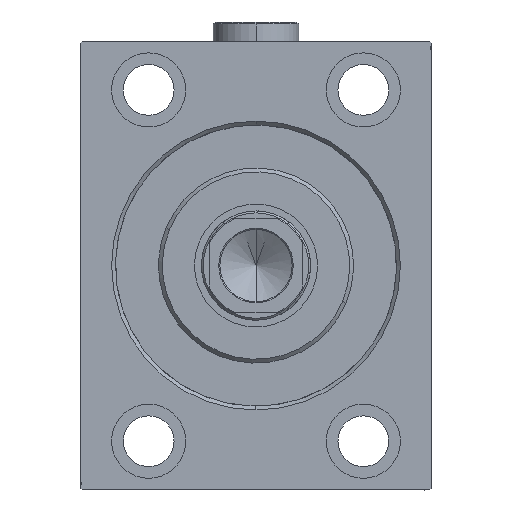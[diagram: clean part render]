
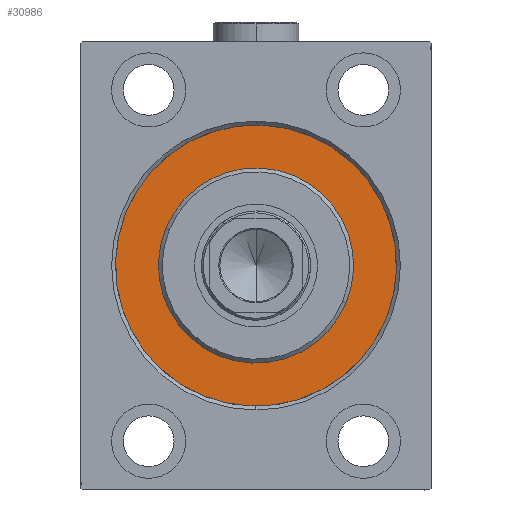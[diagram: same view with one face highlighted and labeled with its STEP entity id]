
A CAD part, left-side view. The second image highlights one B-rep face of the part: STEP entity #30986.
In plain terms, the highlighted face is planar.
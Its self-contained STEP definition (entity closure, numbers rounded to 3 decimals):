
#63 = CARTESIAN_POINT ( 'NONE',  ( 0., 0., 25. ) ) ;
#1476 = CARTESIAN_POINT ( 'NONE',  ( 0., 0., 36. ) ) ;
#2508 = EDGE_CURVE ( 'NONE', #34096, #44576, #25925, .T. ) ;
#2708 = DIRECTION ( 'NONE',  ( 0., 0., 1. ) ) ;
#2859 = CIRCLE ( 'NONE', #16016, 36. ) ;
#3061 = CARTESIAN_POINT ( 'NONE',  ( 0., 0., 0. ) ) ;
#4853 = ORIENTED_EDGE ( 'NONE', *, *, #2508, .F. ) ;
#5163 = CARTESIAN_POINT ( 'NONE',  ( 0., 0., 0. ) ) ;
#5701 = PLANE ( 'NONE',  #35778 ) ;
#6040 = CIRCLE ( 'NONE', #13332, 25. ) ;
#6133 = DIRECTION ( 'NONE',  ( -1., 0., 0. ) ) ;
#7523 = CARTESIAN_POINT ( 'NONE',  ( 0., 0., 0. ) ) ;
#8263 = ORIENTED_EDGE ( 'NONE', *, *, #45129, .F. ) ;
#9356 = DIRECTION ( 'NONE',  ( 0., 0., 1. ) ) ;
#12403 = VERTEX_POINT ( 'NONE', #63 ) ;
#12530 = EDGE_LOOP ( 'NONE', ( #37118, #8263 ) ) ;
#13332 = AXIS2_PLACEMENT_3D ( 'NONE', #5163, #36545, #36991 ) ;
#13473 = FACE_OUTER_BOUND ( 'NONE', #23081, .T. ) ;
#13565 = ORIENTED_EDGE ( 'NONE', *, *, #30436, .F. ) ;
#13722 = DIRECTION ( 'NONE',  ( -1., 0., 0. ) ) ;
#16016 = AXIS2_PLACEMENT_3D ( 'NONE', #26990, #6133, #2708 ) ;
#16399 = AXIS2_PLACEMENT_3D ( 'NONE', #7523, #13722, #31814 ) ;
#17324 = VERTEX_POINT ( 'NONE', #21656 ) ;
#18271 = CARTESIAN_POINT ( 'NONE',  ( 0., 0., -36. ) ) ;
#21656 = CARTESIAN_POINT ( 'NONE',  ( 0., 0., -25. ) ) ;
#22266 = DIRECTION ( 'NONE',  ( 0., 0., -1. ) ) ;
#23081 = EDGE_LOOP ( 'NONE', ( #13565, #4853 ) ) ;
#24017 = FACE_BOUND ( 'NONE', #12530, .T. ) ;
#25925 = CIRCLE ( 'NONE', #16399, 36. ) ;
#26990 = CARTESIAN_POINT ( 'NONE',  ( 0., 0., 0. ) ) ;
#27461 = DIRECTION ( 'NONE',  ( -1., 0., 0. ) ) ;
#28485 = DIRECTION ( 'NONE',  ( 1., 0., 0. ) ) ;
#30436 = EDGE_CURVE ( 'NONE', #44576, #34096, #2859, .T. ) ;
#30986 = ADVANCED_FACE ( 'NONE', ( #24017, #13473 ), #5701, .F. ) ;
#31814 = DIRECTION ( 'NONE',  ( 0., 0., 1. ) ) ;
#34096 = VERTEX_POINT ( 'NONE', #1476 ) ;
#34398 = EDGE_CURVE ( 'NONE', #12403, #17324, #44556, .T. ) ;
#34554 = CARTESIAN_POINT ( 'NONE',  ( 0., 0., 0. ) ) ;
#35778 = AXIS2_PLACEMENT_3D ( 'NONE', #34554, #27461, #9356 ) ;
#36545 = DIRECTION ( 'NONE',  ( 1., 0., 0. ) ) ;
#36991 = DIRECTION ( 'NONE',  ( 0., 0., -1. ) ) ;
#37118 = ORIENTED_EDGE ( 'NONE', *, *, #34398, .F. ) ;
#43831 = AXIS2_PLACEMENT_3D ( 'NONE', #3061, #28485, #22266 ) ;
#44556 = CIRCLE ( 'NONE', #43831, 25. ) ;
#44576 = VERTEX_POINT ( 'NONE', #18271 ) ;
#45129 = EDGE_CURVE ( 'NONE', #17324, #12403, #6040, .T. ) ;
